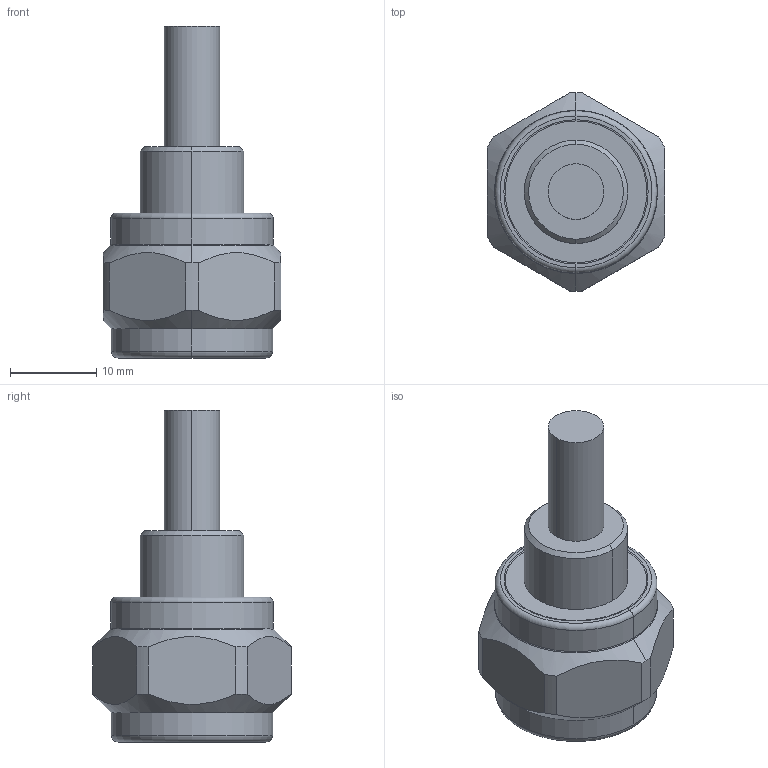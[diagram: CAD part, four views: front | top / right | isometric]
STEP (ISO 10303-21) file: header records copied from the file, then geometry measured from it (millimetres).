
FILE_DESCRIPTION (( 'STEP AP203' ), '1' );
FILE_NAME ('R161.082.210A.STEP', '2015-01-30T14:36:11', ( '' ), ( '' ), 'SwSTEP 2.0', 'SolidWorks 2014', '' );
FILE_SCHEMA (( 'CONFIG_CONTROL_DESIGN' ));
Length unit declared in the file: metre
Products named in the file (1): R161.082.210A
Bounding box: 20.62 x 23 x 38.5 mm (x, y, z)
Volume: 4839.9 mm3; surface area: 3379.6 mm2
Topology: 1 solids, 1 shells, 127 faces, 314 edges, 196 vertices
Faces by surface type: cylinder 48, plane 31, torus 26, cone 22
Entity records: 4083 total; most frequent: CARTESIAN_POINT 978, DIRECTION 660, ORIENTED_EDGE 628, EDGE_CURVE 314, AXIS2_PLACEMENT_3D 270, VERTEX_POINT 196, CIRCLE 142, EDGE_LOOP 134
